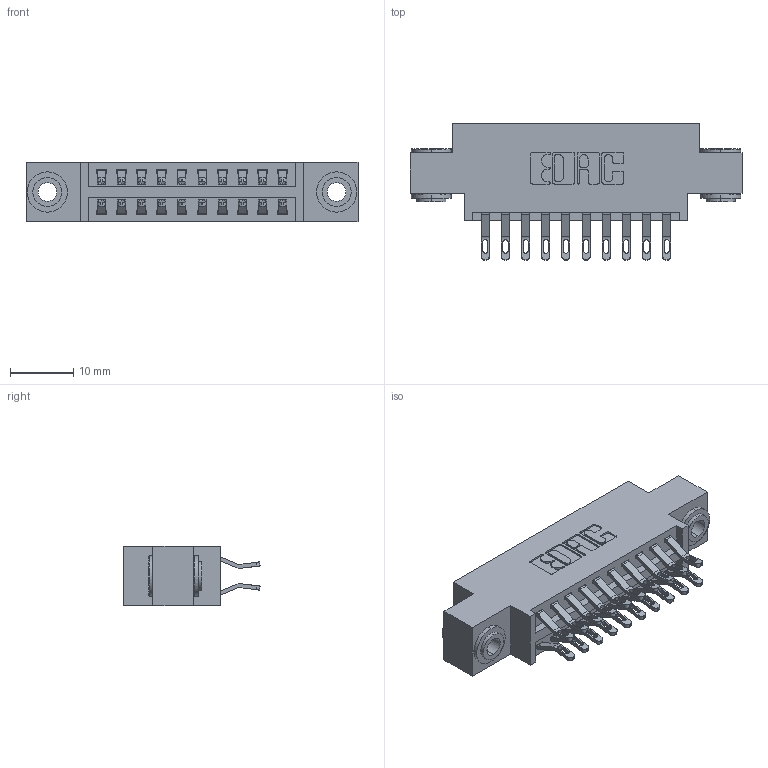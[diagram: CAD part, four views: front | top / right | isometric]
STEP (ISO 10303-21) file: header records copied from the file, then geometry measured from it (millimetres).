
FILE_DESCRIPTION (( 'STEP AP203' ), '1' );
FILE_NAME ('396-020-555-803.STEP', '2018-09-01T06:21:29', ( '' ), ( '' ), 'SwSTEP 2.0', 'SolidWorks 2016', '' );
FILE_SCHEMA (( 'CONFIG_CONTROL_DESIGN' ));
Length unit declared in the file: inch
Products named in the file (4): 346 Part_0.170 Offset - 0.156 Dia-TH; 345-292-001_555 Tail; 345-250-002_345-250-002-102; 396-020-555-803
Assembly tree (23 placements, depth 2):
  396-020-555-803
    346 Part_0.170 Offset - 0.156 Dia-TH
    345-292-001_555 Tail  x20
    345-250-002_345-250-002-102  x2
Bounding box: 52.32 x 21.46 x 9.4 mm (x, y, z)
Volume: 4776.5 mm3; surface area: 6663.2 mm2
Topology: 23 solids, 23 shells, 1324 faces, 4077 edges, 2714 vertices
Faces by surface type: plane 750, cylinder 566, cone 8
Entity records: 11942 total; most frequent: CARTESIAN_POINT 2025, ORIENTED_EDGE 1922, DIRECTION 1835, EDGE_CURVE 961, VECTOR 745, LINE 745, VERTEX_POINT 638, AXIS2_PLACEMENT_3D 545
